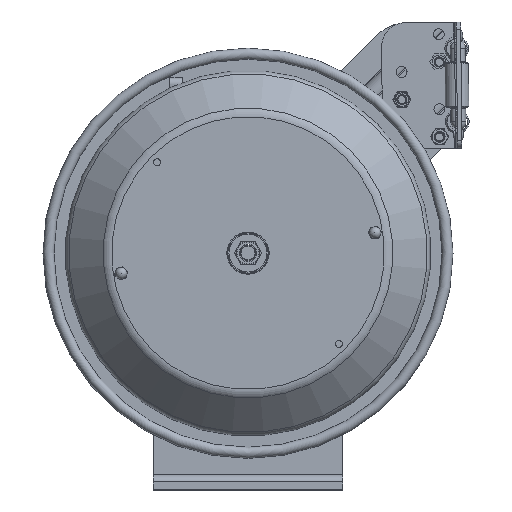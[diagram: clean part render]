
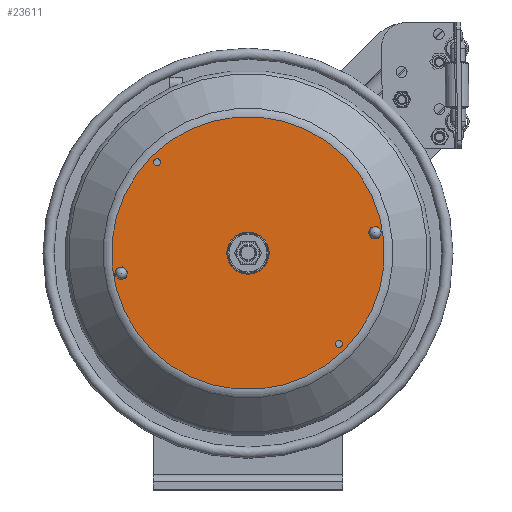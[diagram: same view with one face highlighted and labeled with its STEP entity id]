
A CAD part, top view. The second image highlights one B-rep face of the part: STEP entity #23611.
In plain terms, the highlighted planar face has unit normal (0, 0, 1).
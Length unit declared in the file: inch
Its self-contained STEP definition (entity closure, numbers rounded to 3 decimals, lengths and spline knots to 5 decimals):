
#23555=CARTESIAN_POINT('',(-0.79056,3.16043,3.43918));
#23556=VERTEX_POINT('',#23555);
#23557=CARTESIAN_POINT('',(2.26767,0.10219,3.43918));
#23558=DIRECTION('',(0.,0.,1.0));
#23559=DIRECTION('',(-0.707,0.707,0.));
#23560=AXIS2_PLACEMENT_3D('',#23557,#23558,#23559);
#23561=CIRCLE('',#23560,4.325);
#23562=EDGE_CURVE('',#23556,#23556,#23561,.T.);
#23570=CARTESIAN_POINT('',(0.50167,1.86819,3.43918));
#23571=DIRECTION('',(0.0,0.0,1.0));
#23572=DIRECTION('',(-0.707,-0.707,0.0));
#23573=AXIS2_PLACEMENT_3D('',#23570,#23571,#23572);
#23574=PLANE('',#23573);
#23575=ORIENTED_EDGE('',*,*,#23562,.T.);
#23576=EDGE_LOOP('',(#23575));
#23577=FACE_OUTER_BOUND('',#23576,.T.);
#23578=CARTESIAN_POINT('',(5.22692,-2.85705,3.43918));
#23579=VERTEX_POINT('',#23578);
#23580=CARTESIAN_POINT('',(5.14913,-2.77927,3.43918));
#23581=DIRECTION('',(0.,0.,-1.0));
#23582=DIRECTION('',(0.707,-0.707,0.));
#23583=AXIS2_PLACEMENT_3D('',#23580,#23581,#23582);
#23584=CIRCLE('',#23583,0.11);
#23585=EDGE_CURVE('',#23579,#23579,#23584,.T.);
#23586=ORIENTED_EDGE('',*,*,#23585,.T.);
#23587=EDGE_LOOP('',(#23586));
#23588=FACE_BOUND('',#23587,.T.);
#23589=CARTESIAN_POINT('',(-0.536,2.90587,3.43918));
#23590=VERTEX_POINT('',#23589);
#23591=CARTESIAN_POINT('',(-0.61379,2.98365,3.43918));
#23592=DIRECTION('',(0.,0.,-1.0));
#23593=DIRECTION('',(0.707,-0.707,0.));
#23594=AXIS2_PLACEMENT_3D('',#23591,#23592,#23593);
#23595=CIRCLE('',#23594,0.11);
#23596=EDGE_CURVE('',#23590,#23590,#23595,.T.);
#23597=ORIENTED_EDGE('',*,*,#23596,.T.);
#23598=EDGE_LOOP('',(#23597));
#23599=FACE_BOUND('',#23598,.T.);
#23600=CARTESIAN_POINT('',(1.79391,0.57596,3.43918));
#23601=VERTEX_POINT('',#23600);
#23602=CARTESIAN_POINT('',(2.26767,0.10219,3.43918));
#23603=DIRECTION('',(0.,0.,1.0));
#23604=DIRECTION('',(-0.707,0.707,0.));
#23605=AXIS2_PLACEMENT_3D('',#23602,#23603,#23604);
#23606=CIRCLE('',#23605,0.67);
#23607=EDGE_CURVE('',#23601,#23601,#23606,.T.);
#23608=ORIENTED_EDGE('',*,*,#23607,.F.);
#23609=EDGE_LOOP('',(#23608));
#23610=FACE_BOUND('',#23609,.T.);
#23611=ADVANCED_FACE('',(#23577,#23588,#23599,#23610),#23574,.T.);
